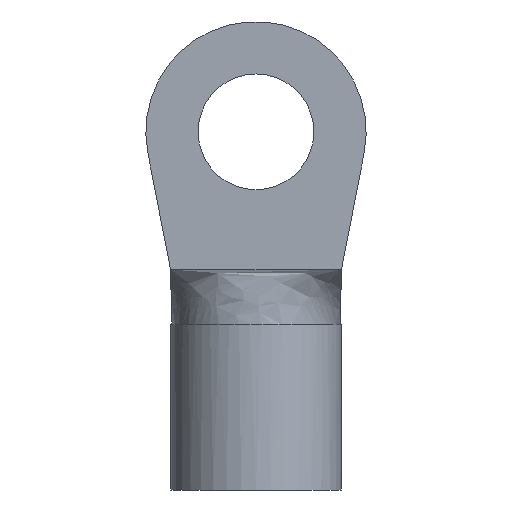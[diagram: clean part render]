
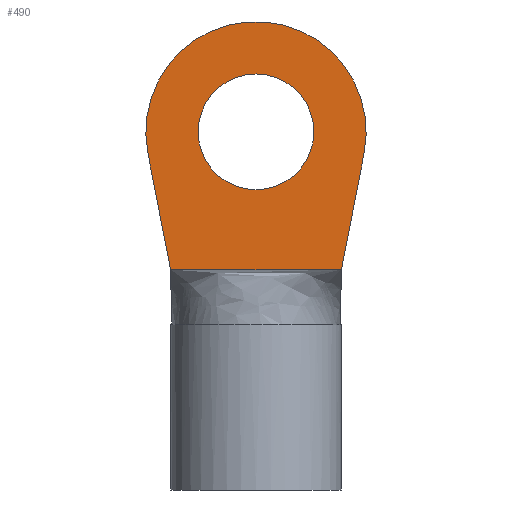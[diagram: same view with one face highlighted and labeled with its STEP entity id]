
A CAD part, front view. The second image highlights one B-rep face of the part: STEP entity #490.
In plain terms, the highlighted planar face has unit normal (0, -1, 0).
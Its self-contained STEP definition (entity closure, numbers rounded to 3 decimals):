
#7 = CIRCLE ( 'NONE', #795, 4.2 ) ;
#18 = DIRECTION ( 'NONE',  ( 0., 0., 1. ) ) ;
#35 = DIRECTION ( 'NONE',  ( 0., 1., 0. ) ) ;
#54 = DIRECTION ( 'NONE',  ( 0., 0., 1. ) ) ;
#95 = DIRECTION ( 'NONE',  ( 0., 0., 1. ) ) ;
#102 = VERTEX_POINT ( 'NONE', #530 ) ;
#107 = CARTESIAN_POINT ( 'NONE',  ( 0., -6.2, 26. ) ) ;
#123 = VECTOR ( 'NONE', #798, 1000. ) ;
#150 = LINE ( 'NONE', #831, #222 ) ;
#154 = VECTOR ( 'NONE', #927, 1000. ) ;
#188 = LINE ( 'NONE', #495, #123 ) ;
#189 = AXIS2_PLACEMENT_3D ( 'NONE', #562, #355, #54 ) ;
#211 = VERTEX_POINT ( 'NONE', #858 ) ;
#222 = VECTOR ( 'NONE', #383, 1000. ) ;
#224 = ORIENTED_EDGE ( 'NONE', *, *, #792, .F. ) ;
#230 = CARTESIAN_POINT ( 'NONE',  ( -7.852, -6.2, 24.468 ) ) ;
#263 = CARTESIAN_POINT ( 'NONE',  ( -6.2, -6.2, 16. ) ) ;
#340 = CARTESIAN_POINT ( 'NONE',  ( 6.2, -6.2, 16. ) ) ;
#355 = DIRECTION ( 'NONE',  ( 0., 1., 0. ) ) ;
#372 = EDGE_CURVE ( 'NONE', #886, #211, #459, .T. ) ;
#383 = DIRECTION ( 'NONE',  ( -0.191, 0., -0.981 ) ) ;
#399 = VERTEX_POINT ( 'NONE', #799 ) ;
#401 = DIRECTION ( 'NONE',  ( 0., 0., 1. ) ) ;
#405 = FACE_BOUND ( 'NONE', #427, .T. ) ;
#409 = AXIS2_PLACEMENT_3D ( 'NONE', #787, #35, #18 ) ;
#413 = EDGE_CURVE ( 'NONE', #102, #399, #812, .T. ) ;
#418 = CARTESIAN_POINT ( 'NONE',  ( 0., -6.2, 26. ) ) ;
#422 = EDGE_CURVE ( 'NONE', #399, #102, #7, .T. ) ;
#427 = EDGE_LOOP ( 'NONE', ( #941, #711 ) ) ;
#439 = VERTEX_POINT ( 'NONE', #340 ) ;
#441 = EDGE_CURVE ( 'NONE', #439, #766, #932, .T. ) ;
#459 = CIRCLE ( 'NONE', #628, 8. ) ;
#478 = FACE_OUTER_BOUND ( 'NONE', #635, .T. ) ;
#490 = ADVANCED_FACE ( 'NONE', ( #478, #405 ), #632, .F. ) ;
#495 = CARTESIAN_POINT ( 'NONE',  ( -6.2, -6.2, 16. ) ) ;
#530 = CARTESIAN_POINT ( 'NONE',  ( 0., -6.2, 30.2 ) ) ;
#556 = ORIENTED_EDGE ( 'NONE', *, *, #872, .F. ) ;
#562 = CARTESIAN_POINT ( 'NONE',  ( 0., -6.2, 26. ) ) ;
#626 = DIRECTION ( 'NONE',  ( 0., 1., 0. ) ) ;
#628 = AXIS2_PLACEMENT_3D ( 'NONE', #107, #643, #401 ) ;
#632 = PLANE ( 'NONE',  #189 ) ;
#635 = EDGE_LOOP ( 'NONE', ( #224, #694, #556, #770 ) ) ;
#637 = CARTESIAN_POINT ( 'NONE',  ( 6.2, -6.2, 16. ) ) ;
#643 = DIRECTION ( 'NONE',  ( 0., 1., 0. ) ) ;
#694 = ORIENTED_EDGE ( 'NONE', *, *, #441, .F. ) ;
#711 = ORIENTED_EDGE ( 'NONE', *, *, #413, .T. ) ;
#766 = VERTEX_POINT ( 'NONE', #263 ) ;
#770 = ORIENTED_EDGE ( 'NONE', *, *, #372, .F. ) ;
#787 = CARTESIAN_POINT ( 'NONE',  ( 0., -6.2, 26. ) ) ;
#792 = EDGE_CURVE ( 'NONE', #766, #886, #188, .T. ) ;
#795 = AXIS2_PLACEMENT_3D ( 'NONE', #418, #626, #95 ) ;
#798 = DIRECTION ( 'NONE',  ( -0.191, 0., 0.981 ) ) ;
#799 = CARTESIAN_POINT ( 'NONE',  ( 0., -6.2, 21.8 ) ) ;
#812 = CIRCLE ( 'NONE', #409, 4.2 ) ;
#831 = CARTESIAN_POINT ( 'NONE',  ( 6.2, -6.2, 16. ) ) ;
#858 = CARTESIAN_POINT ( 'NONE',  ( 7.852, -6.2, 24.468 ) ) ;
#872 = EDGE_CURVE ( 'NONE', #211, #439, #150, .T. ) ;
#886 = VERTEX_POINT ( 'NONE', #230 ) ;
#927 = DIRECTION ( 'NONE',  ( -1., 0., 0. ) ) ;
#932 = LINE ( 'NONE', #637, #154 ) ;
#941 = ORIENTED_EDGE ( 'NONE', *, *, #422, .T. ) ;
